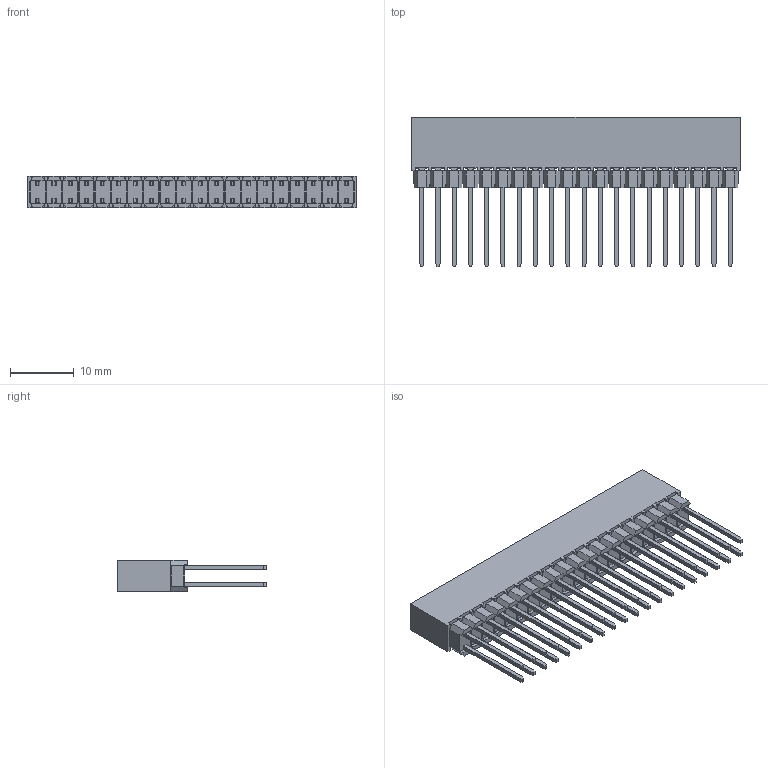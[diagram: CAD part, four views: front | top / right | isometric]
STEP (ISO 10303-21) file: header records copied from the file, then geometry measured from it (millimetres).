
FILE_DESCRIPTION((''),'2;1');
FILE_NAME('M20-6102045_ASM','2013-10-10T',('sbennett'),(''),'PRO/ENGINEER BY PARAMETRIC TECHNOLOGY CORPORATION, 2013150','PRO/ENGINEER BY PARAMETRIC TECHNOLOGY CORPORATION, 2013150','');
FILE_SCHEMA(('CONFIG_CONTROL_DESIGN'));
Length unit declared in the file: millimetre
Products named in the file (4): M20-61020_MOULD; M20-610_CONTACT; M20-61020_MOULD_BOTTOM; M20-6102045_ASM
Assembly tree (42 placements, depth 2):
  M20-6102045_ASM
    M20-61020_MOULD
    M20-610_CONTACT  x40
    M20-61020_MOULD_BOTTOM
Bounding box: 51.46 x 23.42 x 5 mm (x, y, z)
Volume: 2450.1 mm3; surface area: 6743 mm2
Topology: 42 solids, 42 shells, 2928 faces, 7776 edges, 4972 vertices
Faces by surface type: plane 2648, cylinder 280
Entity records: 60846 total; most frequent: CARTESIAN_POINT 8468, ORIENTED_EDGE 8376, DIRECTION 7498, PRESENTATION_STYLE_ASSIGNMENT 4191, STYLED_ITEM 4191, CURVE_STYLE 4188, EDGE_CURVE 4188, VECTOR 4174
